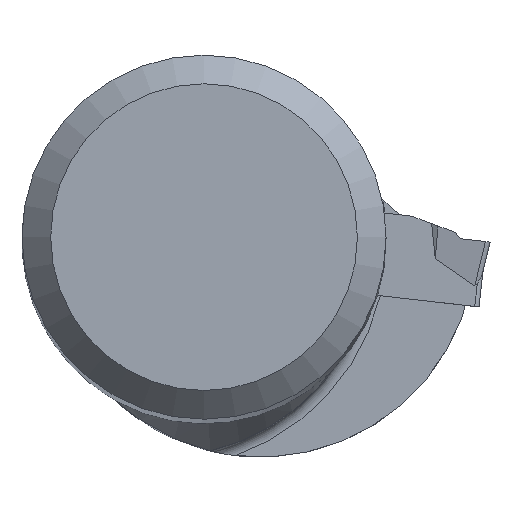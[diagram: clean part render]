
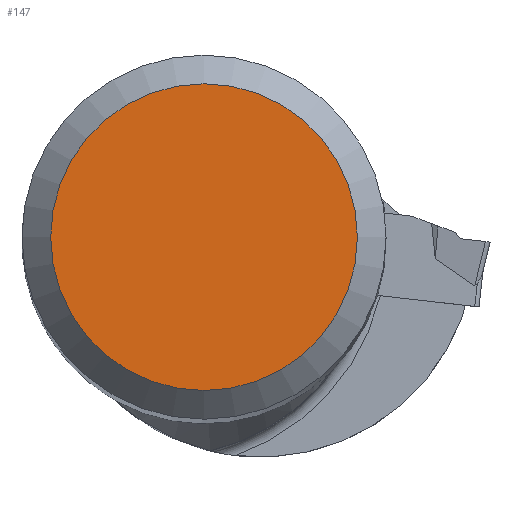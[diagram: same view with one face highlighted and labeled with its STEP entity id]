
A CAD part, top view. The second image highlights one B-rep face of the part: STEP entity #147.
In plain terms, the highlighted planar face has unit normal (0, 0, 1).
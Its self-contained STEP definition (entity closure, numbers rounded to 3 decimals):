
#147=ADVANCED_FACE('',(#236),#202,.F.);
#202=PLANE('',#1288);
#236=FACE_OUTER_BOUND('',#297,.T.);
#297=EDGE_LOOP('',(#588));
#363=CIRCLE('',#1287,10.7);
#588=ORIENTED_EDGE('',*,*,#1024,.T.);
#905=VERTEX_POINT('',#1798);
#1024=EDGE_CURVE('',#905,#905,#363,.T.);
#1287=AXIS2_PLACEMENT_3D('',#1797,#1416,#1417);
#1288=AXIS2_PLACEMENT_3D('',#1799,#1418,#1419);
#1416=DIRECTION('',(0.,0.,1.));
#1417=DIRECTION('',(0.,1.,0.));
#1418=DIRECTION('',(0.,0.,-1.));
#1419=DIRECTION('',(0.,1.,0.));
#1797=CARTESIAN_POINT('',(0.,0.,0.));
#1798=CARTESIAN_POINT('',(0.,10.7,0.));
#1799=CARTESIAN_POINT('',(0.,0.,0.));
